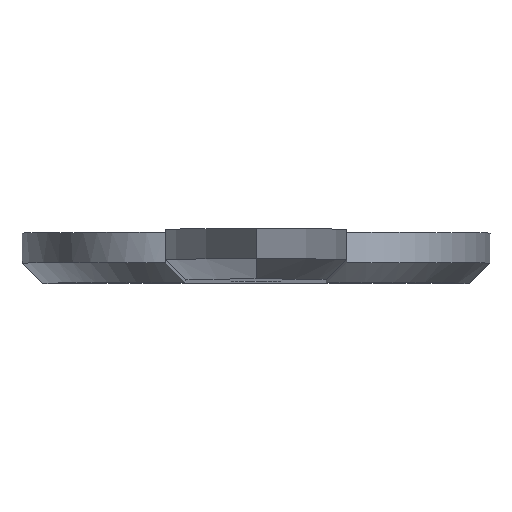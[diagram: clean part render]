
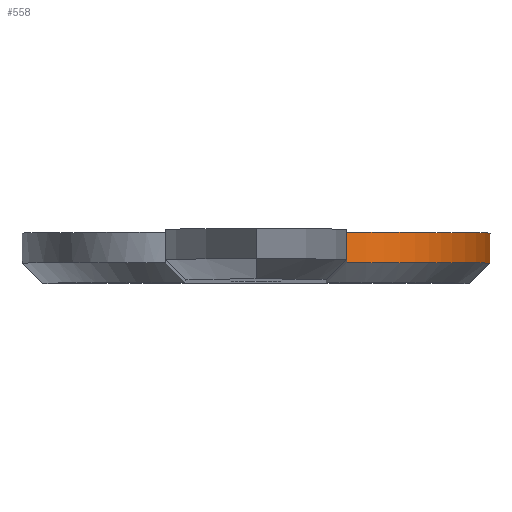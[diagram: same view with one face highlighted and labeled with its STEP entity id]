
A CAD part, top view. The second image highlights one B-rep face of the part: STEP entity #558.
In plain terms, the highlighted free-form (B-spline) face has degree [3, 1] with [4, 2] control points.
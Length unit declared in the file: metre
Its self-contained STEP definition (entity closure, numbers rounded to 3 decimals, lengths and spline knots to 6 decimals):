
#15=(
BOUNDED_CURVE()
B_SPLINE_CURVE(2,(#825,#826,#827),.UNSPECIFIED.,.F.,.F.)
B_SPLINE_CURVE_WITH_KNOTS((3,3),(0.,1.),.PIECEWISE_BEZIER_KNOTS.)
CURVE()
GEOMETRIC_REPRESENTATION_ITEM()
RATIONAL_B_SPLINE_CURVE((1.,1.,1.))
REPRESENTATION_ITEM('')
);
#19=B_SPLINE_CURVE_WITH_KNOTS('',3,(#821,#822,#823,#824),.UNSPECIFIED.,
 .F.,.F.,(4,4),(0.,1.),.UNSPECIFIED.);
#34=B_SPLINE_SURFACE_WITH_KNOTS('',3,1,((#810,#811),(#812,#813),(#814,#815),
(#816,#817)),.SURF_OF_LINEAR_EXTRUSION.,.F.,.F.,.F.,(4,4),(2,2),(0.,1.),
(0.,1.),.PIECEWISE_BEZIER_KNOTS.);
#67=LINE('',#800,#118);
#68=LINE('',#818,#119);
#118=VECTOR('',#658,1.);
#119=VECTOR('',#659,1.);
#175=ORIENTED_EDGE('',*,*,#338,.T.);
#176=ORIENTED_EDGE('',*,*,#339,.T.);
#177=ORIENTED_EDGE('',*,*,#335,.F.);
#178=ORIENTED_EDGE('',*,*,#340,.F.);
#335=EDGE_CURVE('',#417,#418,#67,.T.);
#338=EDGE_CURVE('',#419,#420,#68,.T.);
#339=EDGE_CURVE('',#420,#418,#19,.T.);
#340=EDGE_CURVE('',#419,#417,#15,.T.);
#417=VERTEX_POINT('',#801);
#418=VERTEX_POINT('',#802);
#419=VERTEX_POINT('',#819);
#420=VERTEX_POINT('',#820);
#475=EDGE_LOOP('',(#175,#176,#177,#178));
#514=FACE_BOUND('',#475,.T.);
#558=ADVANCED_FACE('',(#514),#34,.F.);
#658=DIRECTION('',(0.,-1.,0.));
#659=DIRECTION('',(0.,-1.,0.));
#800=CARTESIAN_POINT('',(0.0105,0.0025,-0.067));
#801=CARTESIAN_POINT('',(0.0105,0.0025,-0.067));
#802=CARTESIAN_POINT('',(0.0105,0.001,-0.067));
#810=CARTESIAN_POINT('',(0.0045,0.0025,-0.035));
#811=CARTESIAN_POINT('',(0.0045,0.001,-0.035));
#812=CARTESIAN_POINT('',(0.011167,0.0025,-0.036333));
#813=CARTESIAN_POINT('',(0.011167,0.001,-0.036333));
#814=CARTESIAN_POINT('',(0.013167,0.0025,-0.047));
#815=CARTESIAN_POINT('',(0.013167,0.001,-0.047));
#816=CARTESIAN_POINT('',(0.0105,0.0025,-0.067));
#817=CARTESIAN_POINT('',(0.0105,0.001,-0.067));
#818=CARTESIAN_POINT('',(0.0045,0.0025,-0.035));
#819=CARTESIAN_POINT('',(0.0045,0.0025,-0.035));
#820=CARTESIAN_POINT('',(0.0045,0.001,-0.035));
#821=CARTESIAN_POINT('',(0.0045,0.001,-0.035));
#822=CARTESIAN_POINT('',(0.011167,0.001,-0.036333));
#823=CARTESIAN_POINT('',(0.013167,0.001,-0.047));
#824=CARTESIAN_POINT('',(0.0105,0.001,-0.067));
#825=CARTESIAN_POINT('',(0.0045,0.0025,-0.035));
#826=CARTESIAN_POINT('',(0.0145,0.0025,-0.037));
#827=CARTESIAN_POINT('',(0.0105,0.0025,-0.067));
